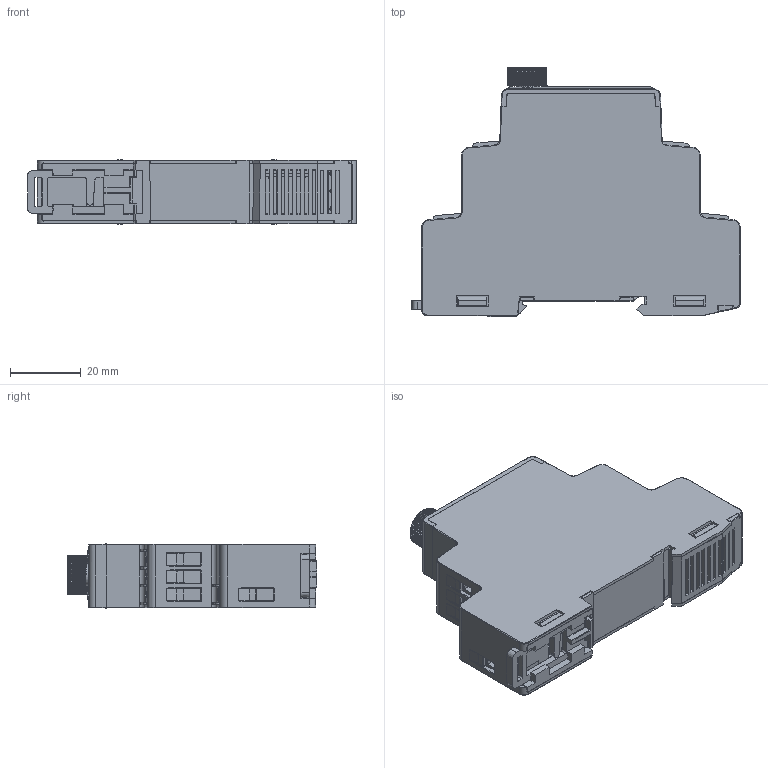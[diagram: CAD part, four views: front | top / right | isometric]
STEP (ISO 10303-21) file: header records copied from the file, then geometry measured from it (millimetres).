
FILE_DESCRIPTION((''),'2;1');
FILE_NAME('OLED_ASM_ASM','2019-09-03T',('zhenxin.su'),(''),'CREO PARAMETRIC BY PTC INC, 2017170','CREO PARAMETRIC BY PTC INC, 2017170','');
FILE_SCHEMA(('CONFIG_CONTROL_DESIGN'));
Products named in the file (29): 79554601; 79554602; 79554604; 79554606; DIPLAY_MODULE; 79554622; 79554607; 79554614; DISPLAY_CONNECTOR; HEADER_FEMALE; 79554609_ASM; WINDOW_FRONT_COVER_ASSY_ASM; 79554613; 79554605; HEADER_MALE; PCB_MAIN_ASSY_ASM; 79554615; TERMINAL; BATTERY; 79554624; PCB_SEC_ASSY_ASM; 79554617; PCB_AUX_ASSY_ASM; 79554620_ASM; 79554625; 79554217; LASER_MARKING; CROUZET_LOGO; OLED_ASM_ASM
Assembly tree (31 placements, depth 4):
  OLED_ASM_ASM
    79554601
    WINDOW_FRONT_COVER_ASSY_ASM
      79554602
      79554604
      79554606
      DIPLAY_MODULE
      79554622
      79554607
      79554609_ASM
        79554614
        DISPLAY_CONNECTOR
        HEADER_FEMALE
    79554620_ASM
      PCB_MAIN_ASSY_ASM
        79554613
        79554605
        HEADER_MALE
      PCB_SEC_ASSY_ASM
        79554615
        TERMINAL  x2
        BATTERY
        79554624
      PCB_AUX_ASSY_ASM
        79554617
        TERMINAL  x2
    79554625
    79554217
    LASER_MARKING
    CROUZET_LOGO
Bounding box: 92.79 x 70.51 x 18.07 mm (x, y, z)
Volume: 36202.4 mm3; surface area: 55905.1 mm2
Topology: 23 solids, 26 shells, 3891 faces, 10744 edges, 6930 vertices
Faces by surface type: plane 2651, cylinder 789, bspline 150, cone 111, extrusion 75, torus 59, sphere 56
Entity records: 151826 total; most frequent: CARTESIAN_POINT 34410, ORIENTED_EDGE 19870, DIRECTION 17555, EDGE_CURVE 9942, PRESENTATION_STYLE_ASSIGNMENT 7712, STYLED_ITEM 7618, VECTOR 7267, LINE 7192
